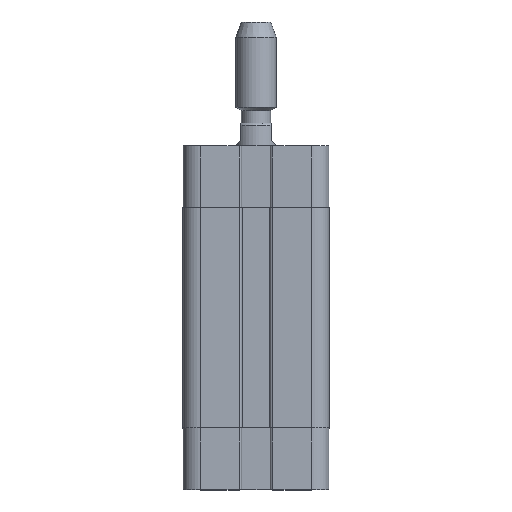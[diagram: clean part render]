
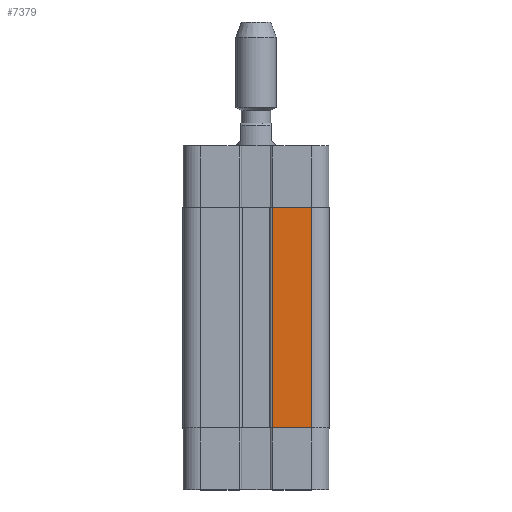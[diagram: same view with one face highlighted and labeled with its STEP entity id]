
A CAD part, top view. The second image highlights one B-rep face of the part: STEP entity #7379.
In plain terms, the highlighted planar face has unit normal (0, 0, 1).
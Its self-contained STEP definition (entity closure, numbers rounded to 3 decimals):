
#4641=CARTESIAN_POINT('',(3.25,21.75,14.525));
#4642=VERTEX_POINT('',#4641);
#4650=CARTESIAN_POINT('',(11.025,21.75,14.525));
#4651=VERTEX_POINT('',#4650);
#4652=CARTESIAN_POINT('',(11.025,21.75,14.525));
#4653=DIRECTION('',(-1.0,0.0,0.0));
#4654=VECTOR('',#4653,7.775);
#4655=LINE('',#4652,#4654);
#4656=EDGE_CURVE('',#4651,#4642,#4655,.T.);
#6962=CARTESIAN_POINT('',(11.025,-21.75,14.525));
#6963=VERTEX_POINT('',#6962);
#6971=CARTESIAN_POINT('',(3.25,-21.75,14.525));
#6972=VERTEX_POINT('',#6971);
#6973=CARTESIAN_POINT('',(3.25,-21.75,14.525));
#6974=DIRECTION('',(1.0,0.0,0.0));
#6975=VECTOR('',#6974,7.775);
#6976=LINE('',#6973,#6975);
#6977=EDGE_CURVE('',#6972,#6963,#6976,.T.);
#7352=CARTESIAN_POINT('',(11.025,21.75,14.525));
#7353=DIRECTION('',(0.0,-1.0,0.0));
#7354=VECTOR('',#7353,43.5);
#7355=LINE('',#7352,#7354);
#7356=EDGE_CURVE('',#4651,#6963,#7355,.T.);
#7363=CARTESIAN_POINT('',(11.025,0.0,14.525));
#7364=DIRECTION('',(0.0,0.0,1.0));
#7365=DIRECTION('',(1.0,0.0,0.0));
#7366=AXIS2_PLACEMENT_3D('',#7363,#7364,#7365);
#7367=PLANE('',#7366);
#7368=ORIENTED_EDGE('',*,*,#4656,.T.);
#7369=CARTESIAN_POINT('',(3.25,21.75,14.525));
#7370=DIRECTION('',(0.0,-1.0,0.0));
#7371=VECTOR('',#7370,43.5);
#7372=LINE('',#7369,#7371);
#7373=EDGE_CURVE('',#4642,#6972,#7372,.T.);
#7374=ORIENTED_EDGE('',*,*,#7373,.T.);
#7375=ORIENTED_EDGE('',*,*,#6977,.T.);
#7376=ORIENTED_EDGE('',*,*,#7356,.F.);
#7377=EDGE_LOOP('',(#7368,#7374,#7375,#7376));
#7378=FACE_OUTER_BOUND('',#7377,.T.);
#7379=ADVANCED_FACE('',(#7378),#7367,.T.);
